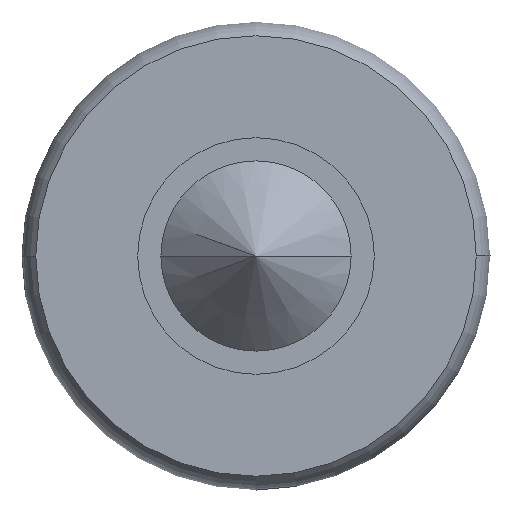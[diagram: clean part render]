
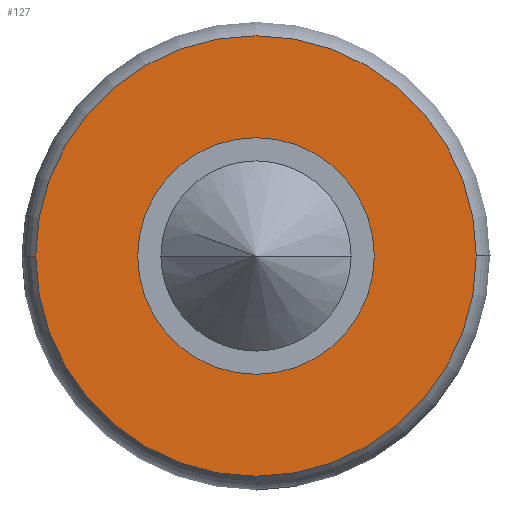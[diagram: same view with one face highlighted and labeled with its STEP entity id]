
A CAD part, front view. The second image highlights one B-rep face of the part: STEP entity #127.
In plain terms, the highlighted planar face has unit normal (0, -1, 0).
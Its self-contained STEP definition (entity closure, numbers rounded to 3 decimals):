
#53 = EDGE_CURVE ( 'NONE', #618, #253, #460, .T. ) ;
#60 = DIRECTION ( 'NONE',  ( -1., 0., 0. ) ) ;
#61 = DIRECTION ( 'NONE',  ( 0., 1., 0. ) ) ;
#65 = CARTESIAN_POINT ( 'NONE',  ( 0., 0., 0. ) ) ;
#70 = CARTESIAN_POINT ( 'NONE',  ( 4.514, 0., 0. ) ) ;
#94 = EDGE_LOOP ( 'NONE', ( #502, #694 ) ) ;
#111 = DIRECTION ( 'NONE',  ( -1., 0., 0. ) ) ;
#112 = DIRECTION ( 'NONE',  ( 0., 1., 0. ) ) ;
#113 = CARTESIAN_POINT ( 'NONE',  ( 0., 0., 0. ) ) ;
#127 = ADVANCED_FACE ( 'NONE', ( #541, #440 ), #380, .T. ) ;
#143 = CIRCLE ( 'NONE', #447, 2.425 ) ;
#153 = ORIENTED_EDGE ( 'NONE', *, *, #701, .T. ) ;
#172 = VERTEX_POINT ( 'NONE', #493 ) ;
#186 = EDGE_CURVE ( 'NONE', #253, #618, #428, .T. ) ;
#191 = CIRCLE ( 'NONE', #744, 2.425 ) ;
#253 = VERTEX_POINT ( 'NONE', #395 ) ;
#299 = CARTESIAN_POINT ( 'NONE',  ( -2.425, 0., 0. ) ) ;
#321 = CARTESIAN_POINT ( 'NONE',  ( 0., 0., 0. ) ) ;
#376 = DIRECTION ( 'NONE',  ( 0., -1., 0. ) ) ;
#377 = DIRECTION ( 'NONE',  ( 1., 0., 0. ) ) ;
#380 = PLANE ( 'NONE',  #415 ) ;
#395 = CARTESIAN_POINT ( 'NONE',  ( -4.514, 0., 0. ) ) ;
#415 = AXIS2_PLACEMENT_3D ( 'NONE', #299, #376, #377 ) ;
#425 = CARTESIAN_POINT ( 'NONE',  ( 0., 0., 0. ) ) ;
#428 = CIRCLE ( 'NONE', #664, 4.514 ) ;
#430 = DIRECTION ( 'NONE',  ( 0., 1., 0. ) ) ;
#440 = FACE_OUTER_BOUND ( 'NONE', #94, .T. ) ;
#441 = VERTEX_POINT ( 'NONE', #444 ) ;
#444 = CARTESIAN_POINT ( 'NONE',  ( -2.425, 0., 0. ) ) ;
#447 = AXIS2_PLACEMENT_3D ( 'NONE', #321, #689, #648 ) ;
#460 = CIRCLE ( 'NONE', #637, 4.514 ) ;
#493 = CARTESIAN_POINT ( 'NONE',  ( 2.425, 0., 0. ) ) ;
#502 = ORIENTED_EDGE ( 'NONE', *, *, #186, .F. ) ;
#510 = ORIENTED_EDGE ( 'NONE', *, *, #604, .T. ) ;
#541 = FACE_BOUND ( 'NONE', #705, .T. ) ;
#604 = EDGE_CURVE ( 'NONE', #172, #441, #191, .T. ) ;
#618 = VERTEX_POINT ( 'NONE', #70 ) ;
#633 = DIRECTION ( 'NONE',  ( -1., 0., 0. ) ) ;
#637 = AXIS2_PLACEMENT_3D ( 'NONE', #113, #112, #111 ) ;
#648 = DIRECTION ( 'NONE',  ( -1., 0., 0. ) ) ;
#664 = AXIS2_PLACEMENT_3D ( 'NONE', #425, #430, #633 ) ;
#689 = DIRECTION ( 'NONE',  ( 0., 1., 0. ) ) ;
#694 = ORIENTED_EDGE ( 'NONE', *, *, #53, .F. ) ;
#701 = EDGE_CURVE ( 'NONE', #441, #172, #143, .T. ) ;
#705 = EDGE_LOOP ( 'NONE', ( #153, #510 ) ) ;
#744 = AXIS2_PLACEMENT_3D ( 'NONE', #65, #61, #60 ) ;
